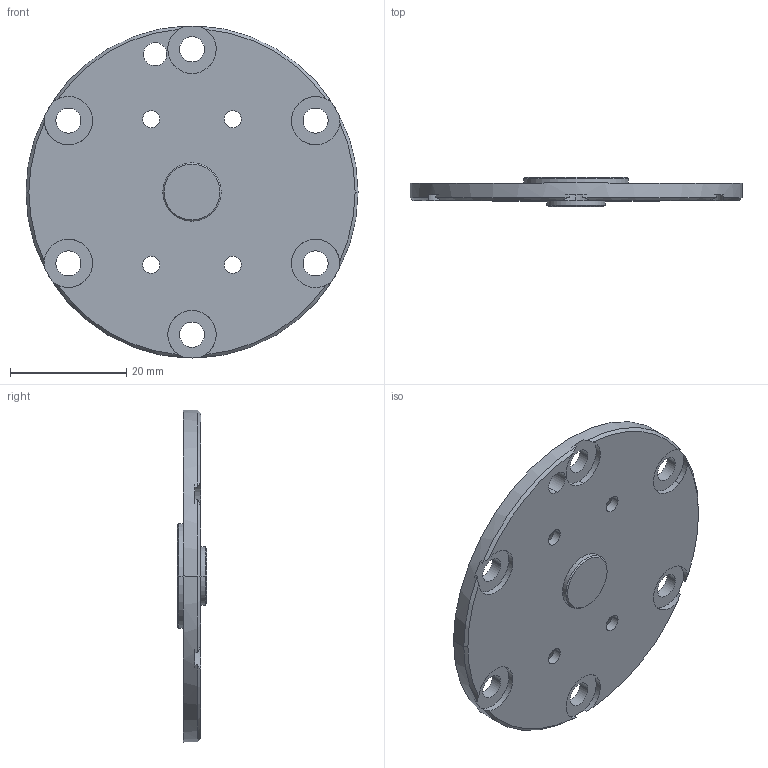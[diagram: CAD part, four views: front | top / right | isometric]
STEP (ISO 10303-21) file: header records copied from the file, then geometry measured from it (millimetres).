
FILE_DESCRIPTION (( 'STEP AP214' ), '1' );
FILE_NAME ('RMJ-P-07 LZ×ª½Ó°å.STEP', '2022-10-09T08:25:50', ( '' ), ( '' ), 'SwSTEP 2.0', 'SolidWorks 2018', '' );
FILE_SCHEMA (( 'AUTOMOTIVE_DESIGN' ));
Length unit declared in the file: millimetre
Products named in the file (1): RMJ-P-07 LZ蛌諉啣
Bounding box: 57 x 5 x 57 mm (x, y, z)
Volume: 7297.2 mm3; surface area: 5827.8 mm2
Topology: 1 solids, 1 shells, 69 faces, 181 edges, 116 vertices
Faces by surface type: cylinder 39, cone 20, plane 10
Entity records: 2263 total; most frequent: DIRECTION 419, CARTESIAN_POINT 403, ORIENTED_EDGE 362, EDGE_CURVE 181, AXIS2_PLACEMENT_3D 180, VERTEX_POINT 116, CIRCLE 110, EDGE_LOOP 93
